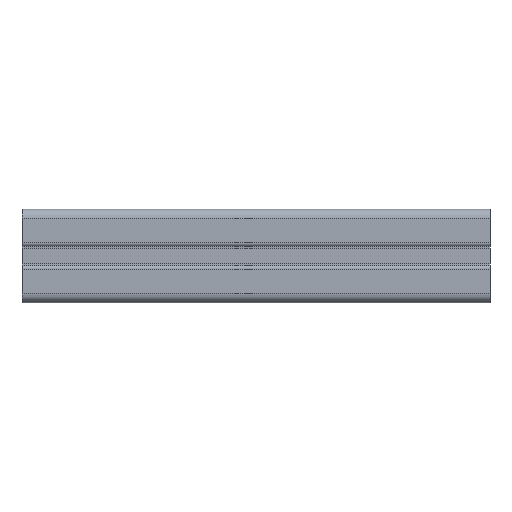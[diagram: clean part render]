
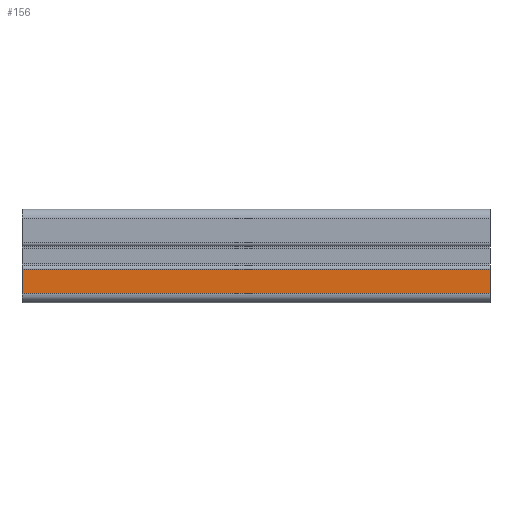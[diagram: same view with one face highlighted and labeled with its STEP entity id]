
A CAD part, left-side view. The second image highlights one B-rep face of the part: STEP entity #156.
In plain terms, the highlighted planar face has unit normal (-1, 0, 0).
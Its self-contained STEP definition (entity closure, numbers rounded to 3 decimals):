
#83 = LINE ( 'NONE', #4675, #3896 ) ;
#156 = ADVANCED_FACE ( 'NONE', ( #1210 ), #4478, .T. ) ;
#537 = VERTEX_POINT ( 'NONE', #1540 ) ;
#837 = CARTESIAN_POINT ( 'NONE',  ( -20., 0., -16. ) ) ;
#910 = VERTEX_POINT ( 'NONE', #1877 ) ;
#997 = ORIENTED_EDGE ( 'NONE', *, *, #4015, .F. ) ;
#1144 = VECTOR ( 'NONE', #3976, 1000. ) ;
#1205 = CARTESIAN_POINT ( 'NONE',  ( -20., 0., -5.6 ) ) ;
#1210 = FACE_OUTER_BOUND ( 'NONE', #4070, .T. ) ;
#1234 = CARTESIAN_POINT ( 'NONE',  ( -20., 200., 0. ) ) ;
#1310 = ORIENTED_EDGE ( 'NONE', *, *, #4808, .F. ) ;
#1473 = CARTESIAN_POINT ( 'NONE',  ( -20., 0., -5.6 ) ) ;
#1540 = CARTESIAN_POINT ( 'NONE',  ( -20., 200., -5.6 ) ) ;
#1877 = CARTESIAN_POINT ( 'NONE',  ( -20., 200., -16. ) ) ;
#1915 = ORIENTED_EDGE ( 'NONE', *, *, #4649, .T. ) ;
#2097 = VECTOR ( 'NONE', #4724, 1000. ) ;
#2553 = LINE ( 'NONE', #1234, #1144 ) ;
#2874 = DIRECTION ( 'NONE',  ( -1., 0., 0. ) ) ;
#2913 = CARTESIAN_POINT ( 'NONE',  ( -20., 0., -16. ) ) ;
#2951 = EDGE_CURVE ( 'NONE', #4466, #3451, #3642, .T. ) ;
#2999 = CARTESIAN_POINT ( 'NONE',  ( -20., 0., -16. ) ) ;
#3098 = VECTOR ( 'NONE', #3866, 1000. ) ;
#3153 = DIRECTION ( 'NONE',  ( 0., -1., 0. ) ) ;
#3285 = DIRECTION ( 'NONE',  ( 0., 0., 1. ) ) ;
#3347 = LINE ( 'NONE', #1473, #3098 ) ;
#3451 = VERTEX_POINT ( 'NONE', #1205 ) ;
#3642 = LINE ( 'NONE', #837, #2097 ) ;
#3866 = DIRECTION ( 'NONE',  ( 0., -1., 0. ) ) ;
#3896 = VECTOR ( 'NONE', #3153, 1000. ) ;
#3976 = DIRECTION ( 'NONE',  ( 0., 0., 1. ) ) ;
#4015 = EDGE_CURVE ( 'NONE', #910, #537, #2553, .T. ) ;
#4070 = EDGE_LOOP ( 'NONE', ( #4599, #1310, #997, #1915 ) ) ;
#4466 = VERTEX_POINT ( 'NONE', #2999 ) ;
#4478 = PLANE ( 'NONE',  #4611 ) ;
#4599 = ORIENTED_EDGE ( 'NONE', *, *, #2951, .T. ) ;
#4611 = AXIS2_PLACEMENT_3D ( 'NONE', #2913, #2874, #3285 ) ;
#4649 = EDGE_CURVE ( 'NONE', #910, #4466, #83, .T. ) ;
#4675 = CARTESIAN_POINT ( 'NONE',  ( -20., 0., -16. ) ) ;
#4724 = DIRECTION ( 'NONE',  ( 0., 0., 1. ) ) ;
#4808 = EDGE_CURVE ( 'NONE', #537, #3451, #3347, .T. ) ;
